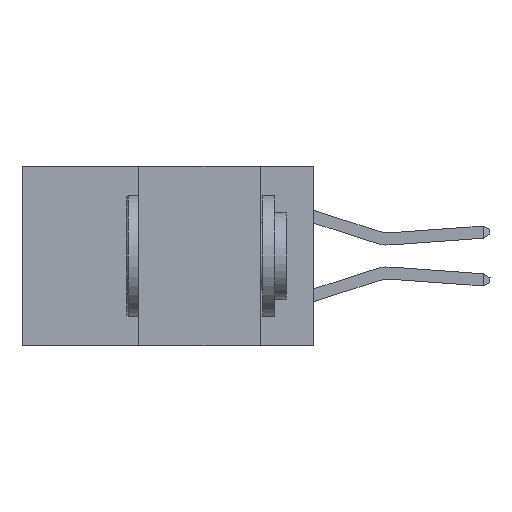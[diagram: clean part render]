
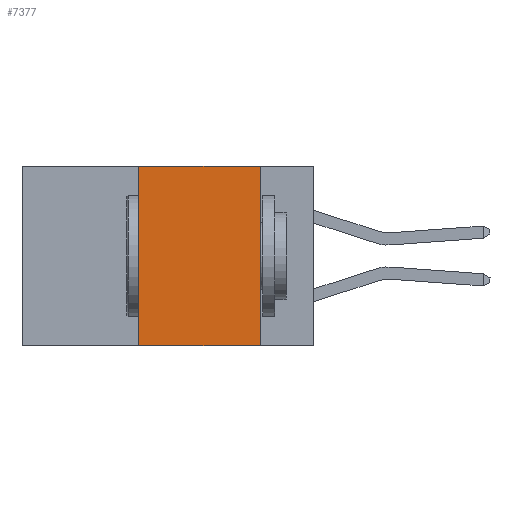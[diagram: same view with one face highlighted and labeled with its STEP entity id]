
A CAD part, left-side view. The second image highlights one B-rep face of the part: STEP entity #7377.
In plain terms, the highlighted planar face has unit normal (-1, 0, 0).
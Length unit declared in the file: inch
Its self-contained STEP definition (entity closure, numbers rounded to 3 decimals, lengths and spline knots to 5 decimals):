
#650 = CARTESIAN_POINT ( 'NONE',  ( 0., 0.36, 0. ) ) ;
#1338 = EDGE_CURVE ( 'NONE', #11080, #1675, #20862, .T. ) ;
#1462 = VERTEX_POINT ( 'NONE', #20950 ) ;
#1675 = VERTEX_POINT ( 'NONE', #17443 ) ;
#2424 = DIRECTION ( 'NONE',  ( 0., 0., -1. ) ) ;
#2522 = DIRECTION ( 'NONE',  ( 0., 0., 1. ) ) ;
#3185 = ORIENTED_EDGE ( 'NONE', *, *, #17318, .F. ) ;
#3755 = CARTESIAN_POINT ( 'NONE',  ( 0., 0.36, -0.37 ) ) ;
#4147 = DIRECTION ( 'NONE',  ( 0., -1., 0. ) ) ;
#4174 = CARTESIAN_POINT ( 'NONE',  ( 0., 0.36, 0. ) ) ;
#4345 = ORIENTED_EDGE ( 'NONE', *, *, #1338, .F. ) ;
#4443 = CARTESIAN_POINT ( 'NONE',  ( 0., 0.6, 0. ) ) ;
#4474 = VECTOR ( 'NONE', #2522, 39.37008 ) ;
#5047 = LINE ( 'NONE', #650, #4474 ) ;
#5502 = ORIENTED_EDGE ( 'NONE', *, *, #9707, .T. ) ;
#6078 = FACE_OUTER_BOUND ( 'NONE', #8936, .T. ) ;
#7224 = ORIENTED_EDGE ( 'NONE', *, *, #11666, .F. ) ;
#7377 = ADVANCED_FACE ( 'NONE', ( #6078 ), #11480, .F. ) ;
#8295 = LINE ( 'NONE', #8367, #21927 ) ;
#8367 = CARTESIAN_POINT ( 'NONE',  ( 0., 0.6, -0.37 ) ) ;
#8936 = EDGE_LOOP ( 'NONE', ( #3185, #4345, #7224, #5502 ) ) ;
#9707 = EDGE_CURVE ( 'NONE', #22298, #1462, #8295, .T. ) ;
#11080 = VERTEX_POINT ( 'NONE', #4174 ) ;
#11480 = PLANE ( 'NONE',  #15949 ) ;
#11666 = EDGE_CURVE ( 'NONE', #22298, #11080, #5047, .T. ) ;
#13294 = CARTESIAN_POINT ( 'NONE',  ( 0., 0.11, 0. ) ) ;
#13304 = DIRECTION ( 'NONE',  ( 1., 0., 0. ) ) ;
#15054 = DIRECTION ( 'NONE',  ( 0., 0., -1. ) ) ;
#15949 = AXIS2_PLACEMENT_3D ( 'NONE', #22139, #13304, #2424 ) ;
#15956 = VECTOR ( 'NONE', #15054, 39.37008 ) ;
#16106 = VECTOR ( 'NONE', #4147, 39.37008 ) ;
#16515 = LINE ( 'NONE', #13294, #15956 ) ;
#17318 = EDGE_CURVE ( 'NONE', #1675, #1462, #16515, .T. ) ;
#17443 = CARTESIAN_POINT ( 'NONE',  ( 0., 0.11, 0. ) ) ;
#20862 = LINE ( 'NONE', #4443, #16106 ) ;
#20950 = CARTESIAN_POINT ( 'NONE',  ( 0., 0.11, -0.37 ) ) ;
#21927 = VECTOR ( 'NONE', #22514, 39.37008 ) ;
#22139 = CARTESIAN_POINT ( 'NONE',  ( 0., 0.6, 0. ) ) ;
#22298 = VERTEX_POINT ( 'NONE', #3755 ) ;
#22514 = DIRECTION ( 'NONE',  ( 0., -1., 0. ) ) ;
